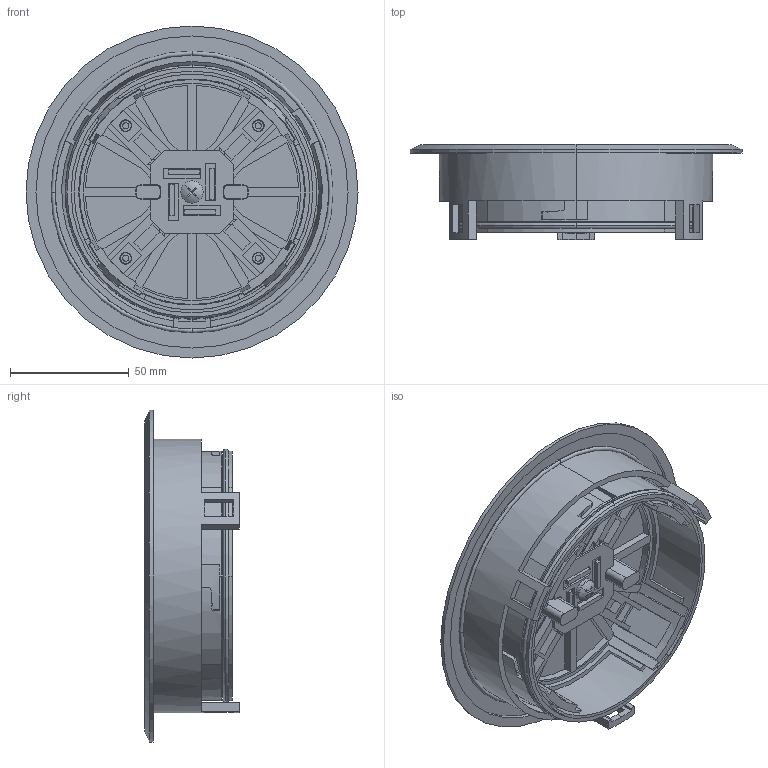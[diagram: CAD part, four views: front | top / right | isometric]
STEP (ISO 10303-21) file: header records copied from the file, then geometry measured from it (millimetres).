
FILE_DESCRIPTION (( 'STEP AP214' ), '1' );
FILE_NAME ('7408857.STEP', '2019-12-04T10:14:53', ( '' ), ( '' ), 'SwSTEP 2.0', 'SolidWorks 2018', '' );
FILE_SCHEMA (( 'AUTOMOTIVE_DESIGN' ));
Length unit declared in the file: millimetre
Products named in the file (14): 089420_Eingebaut; 089482_Standard; 036162_Standard; 089488_Standard; 088781_Abdeckung f〉 Griffb“el; 111946_Nur  f〉  optische Darstellung (Tubus Oberteil); 111946_Darstellung f〉 Teleskopring; 036164_Standard; 088780_Standard; 35104384_Standard; 036167_Standard; 036160_Standard; 7408857; 036163_Standard
Assembly tree (16 placements, depth 4):
  7408857
    088780_Standard
    036160_Standard
    111946_Darstellung f〉 Teleskopring
    089488_Standard
      036163_Standard
      089482_Standard
        088781_Abdeckung f〉 Griffb“el
        036167_Standard
      036162_Standard  x4
      036164_Standard
      35104384_Standard
      111946_Nur  f〉  optische Darstellung (Tubus Oberteil)
    089420_Eingebaut
Bounding box: 140 x 39.85 x 140 mm (x, y, z)
Volume: 144463.1 mm3; surface area: 133923.4 mm2
Topology: 14 solids, 14 shells, 1055 faces, 2814 edges, 1817 vertices
Faces by surface type: plane 666, cylinder 225, cone 116, torus 46, sphere 2
Entity records: 28060 total; most frequent: CARTESIAN_POINT 5267, DIRECTION 4526, ORIENTED_EDGE 4458, EDGE_CURVE 2229, AXIS2_PLACEMENT_3D 1613, VERTEX_POINT 1436, VECTOR 1300, LINE 1300
